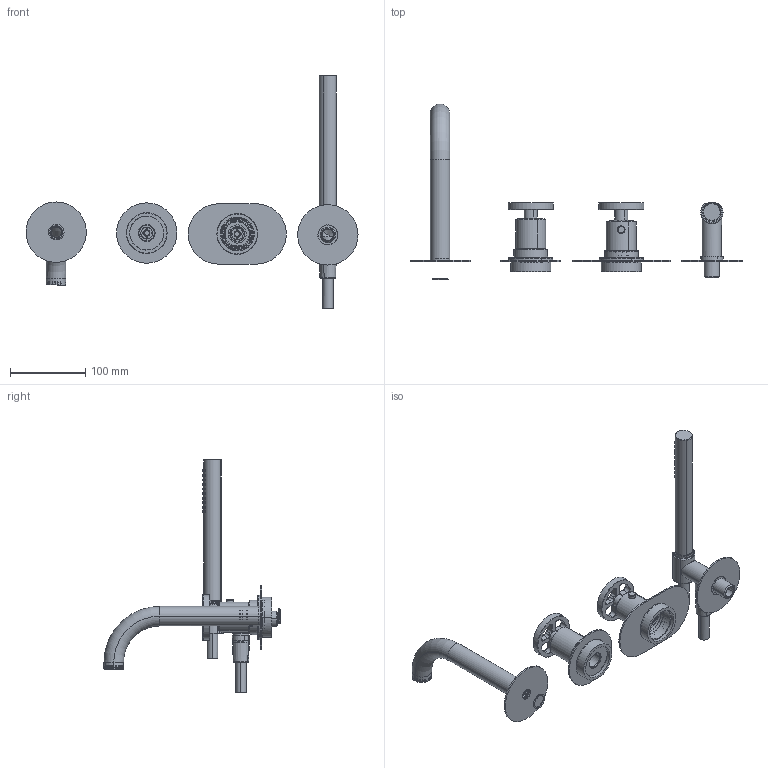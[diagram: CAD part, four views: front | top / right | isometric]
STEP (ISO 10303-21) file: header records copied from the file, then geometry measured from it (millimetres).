
FILE_DESCRIPTION(('CATIA V5 STEP Exchange','CAx-IF Rec.Pracs.--- Model Styling and Organization---1.5--- 2016-08-15','CAx-IF Rec.Pracs.---Supplemental Geometry---1.0---2011-11-01','CAx-IF Rec.Pracs.--- Composite Materials ---3.4---2017-06-13','CAx-IF Rec.Pracs.---Tessellated 3D Geometry---1.0---2015-12-17'),'2;1');
FILE_NAME('MN019441.stp','2022-09-17T09:19:31+00:00',('none'),('none'),'CATIA Version 5-6 Release 2020 SP2','CATIA V5 STEP AP242 v2','none');
FILE_SCHEMA(('AP242_MANAGED_MODEL_BASED_3D_ENGINEERING_MIM_LF {1 0 10303 442 1 1 4}'));
Products named in the file (1): MN019441
Bounding box: 439.98 x 233.28 x 308.57 mm (x, y, z)
Volume: 354553.4 mm3; surface area: 232564.9 mm2
Topology: 53 solids, 53 shells, 2743 faces, 6770 edges, 4262 vertices
Faces by surface type: plane 1016, cylinder 959, extrusion 292, cone 273, torus 167, bspline 32, sphere 4
Entity records: 87124 total; most frequent: CARTESIAN_POINT 27262, ORIENTED_EDGE 13520, DIRECTION 9470, EDGE_CURVE 6760, VERTEX_POINT 4262, AXIS2_PLACEMENT_3D 3973, VECTOR 3519, LINE 3227
